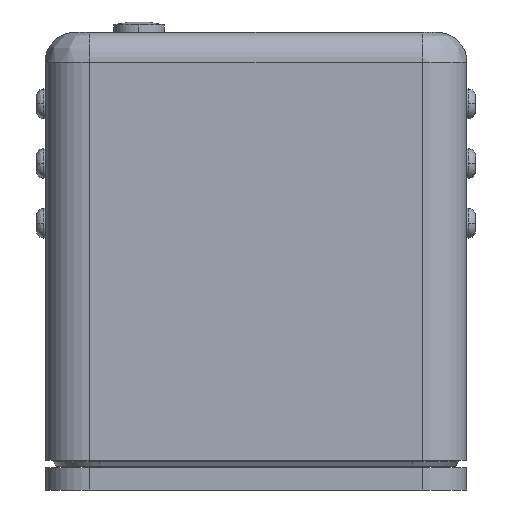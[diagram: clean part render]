
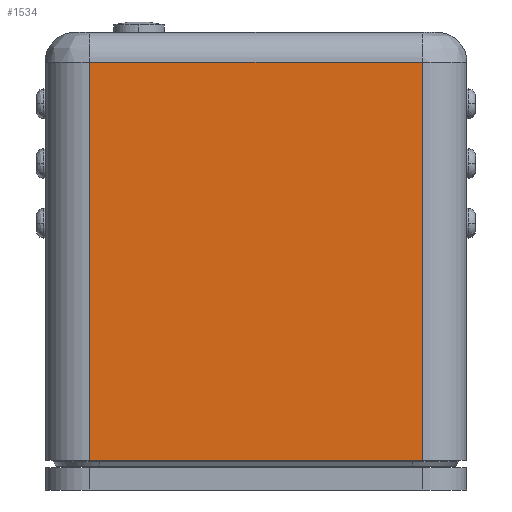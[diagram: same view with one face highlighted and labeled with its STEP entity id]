
A CAD part, left-side view. The second image highlights one B-rep face of the part: STEP entity #1534.
In plain terms, the highlighted planar face has unit normal (-1, 0, 0).
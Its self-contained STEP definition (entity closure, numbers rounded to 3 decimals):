
#905 = DIRECTION ( 'NONE',  ( 0., 0., -1. ) ) ;
#1534 = ADVANCED_FACE ( 'NONE', ( #4597 ), #18082, .T. ) ;
#1821 = VERTEX_POINT ( 'NONE', #16696 ) ;
#2157 = EDGE_CURVE ( 'NONE', #1821, #21813, #16494, .T. ) ;
#2187 = ORIENTED_EDGE ( 'NONE', *, *, #17337, .T. ) ;
#2474 = DIRECTION ( 'NONE',  ( 0., -1., 0. ) ) ;
#2920 = CARTESIAN_POINT ( 'NONE',  ( -14.15, 0., -17.3 ) ) ;
#3508 = VECTOR ( 'NONE', #2474, 1000. ) ;
#3573 = CARTESIAN_POINT ( 'NONE',  ( -14.15, 0., 9.4 ) ) ;
#4597 = FACE_OUTER_BOUND ( 'NONE', #9663, .T. ) ;
#4690 = DIRECTION ( 'NONE',  ( 0., -1., 0. ) ) ;
#5487 = DIRECTION ( 'NONE',  ( 0., 0., 1. ) ) ;
#5701 = VERTEX_POINT ( 'NONE', #16274 ) ;
#5838 = ORIENTED_EDGE ( 'NONE', *, *, #7848, .F. ) ;
#6552 = LINE ( 'NONE', #3573, #7085 ) ;
#7085 = VECTOR ( 'NONE', #4690, 1000. ) ;
#7848 = EDGE_CURVE ( 'NONE', #5701, #20753, #6552, .T. ) ;
#9586 = VECTOR ( 'NONE', #905, 1000. ) ;
#9663 = EDGE_LOOP ( 'NONE', ( #14472, #16466, #2187, #5838 ) ) ;
#10096 = LINE ( 'NONE', #21232, #9586 ) ;
#12266 = CARTESIAN_POINT ( 'NONE',  ( -14.15, -11.15, 0. ) ) ;
#14011 = CARTESIAN_POINT ( 'NONE',  ( -14.15, -11.15, -17.3 ) ) ;
#14280 = VECTOR ( 'NONE', #5487, 1000. ) ;
#14472 = ORIENTED_EDGE ( 'NONE', *, *, #16096, .T. ) ;
#16096 = EDGE_CURVE ( 'NONE', #5701, #1821, #10096, .T. ) ;
#16274 = CARTESIAN_POINT ( 'NONE',  ( -14.15, 11.15, 9.4 ) ) ;
#16466 = ORIENTED_EDGE ( 'NONE', *, *, #2157, .T. ) ;
#16494 = LINE ( 'NONE', #2920, #3508 ) ;
#16696 = CARTESIAN_POINT ( 'NONE',  ( -14.15, 11.15, -17.3 ) ) ;
#17337 = EDGE_CURVE ( 'NONE', #21813, #20753, #18746, .T. ) ;
#17418 = DIRECTION ( 'NONE',  ( -1., 0., 0. ) ) ;
#17718 = CARTESIAN_POINT ( 'NONE',  ( -14.15, -11.15, 9.4 ) ) ;
#17945 = CARTESIAN_POINT ( 'NONE',  ( -14.15, 0., 0. ) ) ;
#18082 = PLANE ( 'NONE',  #19438 ) ;
#18132 = DIRECTION ( 'NONE',  ( 0., 0., 1. ) ) ;
#18746 = LINE ( 'NONE', #12266, #14280 ) ;
#19438 = AXIS2_PLACEMENT_3D ( 'NONE', #17945, #17418, #18132 ) ;
#20753 = VERTEX_POINT ( 'NONE', #17718 ) ;
#21232 = CARTESIAN_POINT ( 'NONE',  ( -14.15, 11.15, 0. ) ) ;
#21813 = VERTEX_POINT ( 'NONE', #14011 ) ;
